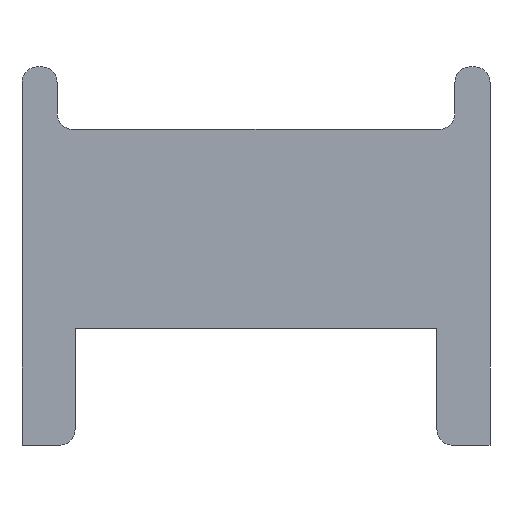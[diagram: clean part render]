
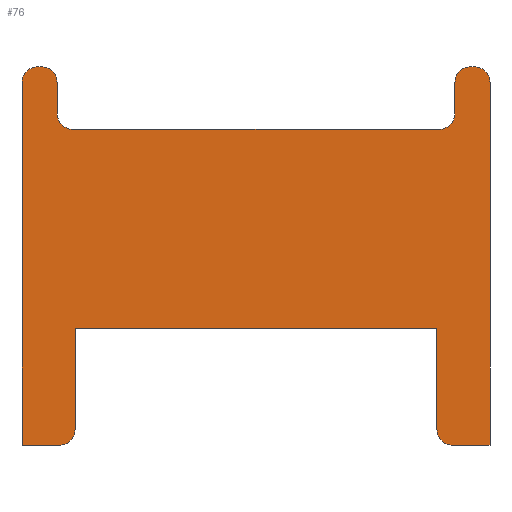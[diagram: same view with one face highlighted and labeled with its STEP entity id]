
A CAD part, left-side view. The second image highlights one B-rep face of the part: STEP entity #76.
In plain terms, the highlighted planar face has unit normal (-1, 0, 0).
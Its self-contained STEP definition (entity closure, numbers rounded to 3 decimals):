
#52=CIRCLE('',#665,2.);
#53=CIRCLE('',#666,2.);
#54=CIRCLE('',#667,2.);
#55=CIRCLE('',#668,2.);
#56=CIRCLE('',#669,2.);
#57=CIRCLE('',#670,2.);
#58=CIRCLE('',#671,2.);
#59=CIRCLE('',#672,2.);
#76=ADVANCED_FACE('',(#130),#108,.T.);
#108=PLANE('',#673);
#130=FACE_OUTER_BOUND('',#162,.T.);
#162=EDGE_LOOP('',(#210,#211,#212,#213,#214,#215,#216,#217,#218,#219,#220,
#221,#222,#223,#224,#225,#226,#227,#228,#229));
#210=ORIENTED_EDGE('',*,*,#450,.T.);
#211=ORIENTED_EDGE('',*,*,#451,.T.);
#212=ORIENTED_EDGE('',*,*,#452,.T.);
#213=ORIENTED_EDGE('',*,*,#453,.T.);
#214=ORIENTED_EDGE('',*,*,#454,.T.);
#215=ORIENTED_EDGE('',*,*,#455,.T.);
#216=ORIENTED_EDGE('',*,*,#456,.T.);
#217=ORIENTED_EDGE('',*,*,#457,.T.);
#218=ORIENTED_EDGE('',*,*,#438,.T.);
#219=ORIENTED_EDGE('',*,*,#458,.T.);
#220=ORIENTED_EDGE('',*,*,#459,.F.);
#221=ORIENTED_EDGE('',*,*,#460,.T.);
#222=ORIENTED_EDGE('',*,*,#461,.T.);
#223=ORIENTED_EDGE('',*,*,#434,.T.);
#224=ORIENTED_EDGE('',*,*,#462,.T.);
#225=ORIENTED_EDGE('',*,*,#432,.T.);
#226=ORIENTED_EDGE('',*,*,#463,.T.);
#227=ORIENTED_EDGE('',*,*,#442,.T.);
#228=ORIENTED_EDGE('',*,*,#464,.T.);
#229=ORIENTED_EDGE('',*,*,#465,.T.);
#372=VERTEX_POINT('',#894);
#373=VERTEX_POINT('',#896);
#374=VERTEX_POINT('',#900);
#375=VERTEX_POINT('',#901);
#378=VERTEX_POINT('',#909);
#379=VERTEX_POINT('',#910);
#382=VERTEX_POINT('',#918);
#383=VERTEX_POINT('',#919);
#390=VERTEX_POINT('',#935);
#391=VERTEX_POINT('',#936);
#392=VERTEX_POINT('',#938);
#393=VERTEX_POINT('',#940);
#394=VERTEX_POINT('',#942);
#395=VERTEX_POINT('',#944);
#396=VERTEX_POINT('',#946);
#397=VERTEX_POINT('',#948);
#398=VERTEX_POINT('',#951);
#399=VERTEX_POINT('',#953);
#400=VERTEX_POINT('',#955);
#401=VERTEX_POINT('',#960);
#432=EDGE_CURVE('',#373,#372,#522,.T.);
#434=EDGE_CURVE('',#374,#375,#524,.T.);
#438=EDGE_CURVE('',#378,#379,#528,.T.);
#442=EDGE_CURVE('',#382,#383,#532,.T.);
#450=EDGE_CURVE('',#390,#391,#540,.T.);
#451=EDGE_CURVE('',#391,#392,#52,.T.);
#452=EDGE_CURVE('',#392,#393,#541,.T.);
#453=EDGE_CURVE('',#393,#394,#53,.T.);
#454=EDGE_CURVE('',#394,#395,#542,.T.);
#455=EDGE_CURVE('',#395,#396,#54,.T.);
#456=EDGE_CURVE('',#396,#397,#543,.T.);
#457=EDGE_CURVE('',#397,#378,#55,.T.);
#458=EDGE_CURVE('',#379,#398,#56,.T.);
#459=EDGE_CURVE('',#399,#398,#544,.T.);
#460=EDGE_CURVE('',#399,#400,#545,.T.);
#461=EDGE_CURVE('',#400,#374,#57,.T.);
#462=EDGE_CURVE('',#375,#373,#546,.T.);
#463=EDGE_CURVE('',#372,#382,#58,.T.);
#464=EDGE_CURVE('',#383,#401,#547,.T.);
#465=EDGE_CURVE('',#401,#390,#59,.T.);
#522=LINE('',#895,#592);
#524=LINE('',#899,#594);
#528=LINE('',#908,#598);
#532=LINE('',#917,#602);
#540=LINE('',#934,#610);
#541=LINE('',#939,#611);
#542=LINE('',#943,#612);
#543=LINE('',#947,#613);
#544=LINE('',#952,#614);
#545=LINE('',#954,#615);
#546=LINE('',#957,#616);
#547=LINE('',#959,#617);
#592=VECTOR('',#717,1.);
#594=VECTOR('',#721,1.);
#598=VECTOR('',#727,1.);
#602=VECTOR('',#733,1.);
#610=VECTOR('',#743,1.);
#611=VECTOR('',#746,1.);
#612=VECTOR('',#749,1.);
#613=VECTOR('',#752,1.);
#614=VECTOR('',#757,1.);
#615=VECTOR('',#758,1.);
#616=VECTOR('',#761,1.);
#617=VECTOR('',#764,1.);
#665=AXIS2_PLACEMENT_3D('',#937,#744,#745);
#666=AXIS2_PLACEMENT_3D('',#941,#747,#748);
#667=AXIS2_PLACEMENT_3D('',#945,#750,#751);
#668=AXIS2_PLACEMENT_3D('',#949,#753,#754);
#669=AXIS2_PLACEMENT_3D('',#950,#755,#756);
#670=AXIS2_PLACEMENT_3D('',#956,#759,#760);
#671=AXIS2_PLACEMENT_3D('',#958,#762,#763);
#672=AXIS2_PLACEMENT_3D('',#961,#765,#766);
#673=AXIS2_PLACEMENT_3D('',#962,#767,#768);
#717=DIRECTION('',(0.,0.,-1.));
#721=DIRECTION('',(0.,0.,1.));
#727=DIRECTION('',(0.,1.,0.));
#733=DIRECTION('',(0.,-1.,0.));
#743=DIRECTION('',(0.,1.,0.));
#744=DIRECTION('',(-1.,0.,0.));
#745=DIRECTION('',(0.,0.,1.));
#746=DIRECTION('',(0.,0.,-1.));
#747=DIRECTION('',(1.,0.,0.));
#748=DIRECTION('',(0.,0.,1.));
#749=DIRECTION('',(0.,1.,0.));
#750=DIRECTION('',(1.,0.,0.));
#751=DIRECTION('',(0.,0.,1.));
#752=DIRECTION('',(0.,0.,1.));
#753=DIRECTION('',(-1.,0.,0.));
#754=DIRECTION('',(0.,0.,1.));
#755=DIRECTION('',(-1.,0.,0.));
#756=DIRECTION('',(0.,0.,1.));
#757=DIRECTION('',(0.,0.,1.));
#758=DIRECTION('',(0.,-1.,0.));
#759=DIRECTION('',(-1.,0.,0.));
#760=DIRECTION('',(0.,0.,1.));
#761=DIRECTION('',(0.,-1.,0.));
#762=DIRECTION('',(-1.,0.,0.));
#763=DIRECTION('',(0.,0.,1.));
#764=DIRECTION('',(0.,0.,1.));
#765=DIRECTION('',(-1.,0.,0.));
#766=DIRECTION('',(0.,0.,1.));
#767=DIRECTION('',(-1.,0.,0.));
#768=DIRECTION('',(0.,0.,1.));
#894=CARTESIAN_POINT('',(0.,1.8,-2.5));
#895=CARTESIAN_POINT('',(0.,1.8,6.));
#896=CARTESIAN_POINT('',(0.,1.8,10.5));
#899=CARTESIAN_POINT('',(0.,48.2,0.));
#900=CARTESIAN_POINT('',(0.,48.2,-2.5));
#901=CARTESIAN_POINT('',(0.,48.2,10.5));
#908=CARTESIAN_POINT('',(0.,25.,44.));
#909=CARTESIAN_POINT('',(0.,52.5,44.));
#910=CARTESIAN_POINT('',(0.,53.,44.));
#917=CARTESIAN_POINT('',(0.,25.,-4.5));
#918=CARTESIAN_POINT('',(0.,-0.2,-4.5));
#919=CARTESIAN_POINT('',(0.,-5.,-4.5));
#934=CARTESIAN_POINT('',(0.,25.,44.));
#935=CARTESIAN_POINT('',(0.,-3.,44.));
#936=CARTESIAN_POINT('',(0.,-2.5,44.));
#937=CARTESIAN_POINT('',(0.,-2.5,42.));
#938=CARTESIAN_POINT('',(0.,-0.5,42.));
#939=CARTESIAN_POINT('',(0.,-0.5,40.));
#940=CARTESIAN_POINT('',(0.,-0.5,38.));
#941=CARTESIAN_POINT('',(0.,1.5,38.));
#942=CARTESIAN_POINT('',(0.,1.5,36.));
#943=CARTESIAN_POINT('',(0.,-0.5,36.));
#944=CARTESIAN_POINT('',(0.,48.5,36.));
#945=CARTESIAN_POINT('',(0.,48.5,38.));
#946=CARTESIAN_POINT('',(0.,50.5,38.));
#947=CARTESIAN_POINT('',(0.,50.5,36.));
#948=CARTESIAN_POINT('',(0.,50.5,42.));
#949=CARTESIAN_POINT('',(0.,52.5,42.));
#950=CARTESIAN_POINT('',(0.,53.,42.));
#951=CARTESIAN_POINT('',(0.,55.,42.));
#952=CARTESIAN_POINT('',(0.,55.,0.));
#953=CARTESIAN_POINT('',(0.,55.,-4.5));
#954=CARTESIAN_POINT('',(0.,25.,-4.5));
#955=CARTESIAN_POINT('',(0.,50.2,-4.5));
#956=CARTESIAN_POINT('',(0.,50.2,-2.5));
#957=CARTESIAN_POINT('',(0.,43.5,10.5));
#958=CARTESIAN_POINT('',(0.,-0.2,-2.5));
#959=CARTESIAN_POINT('',(0.,-5.,0.));
#960=CARTESIAN_POINT('',(0.,-5.,42.));
#961=CARTESIAN_POINT('',(0.,-3.,42.));
#962=CARTESIAN_POINT('',(0.,25.,0.));
